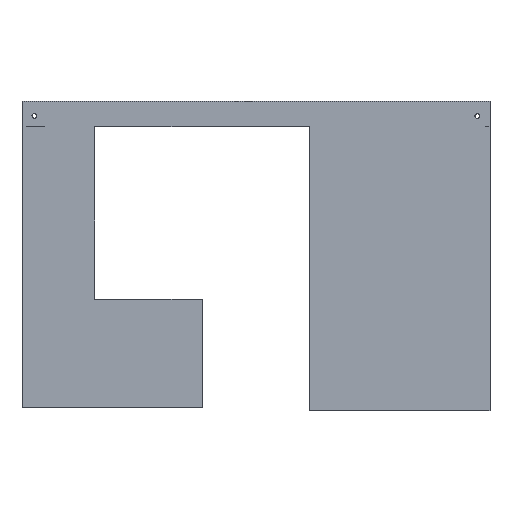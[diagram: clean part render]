
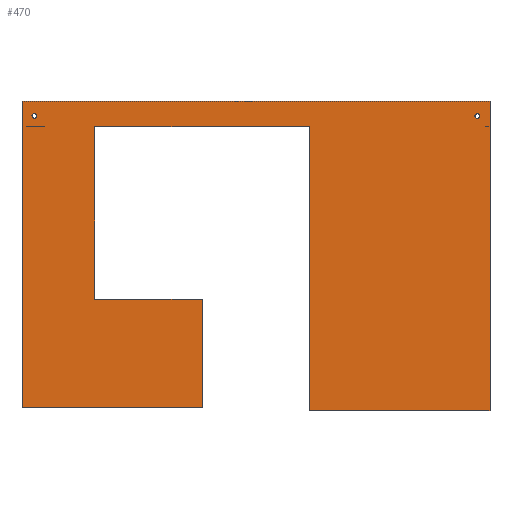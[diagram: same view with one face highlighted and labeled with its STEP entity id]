
A CAD part, top view. The second image highlights one B-rep face of the part: STEP entity #470.
In plain terms, the highlighted planar face has unit normal (0, 0, 1).
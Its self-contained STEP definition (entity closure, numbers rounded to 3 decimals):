
#17=FACE_BOUND('',#53,.T.);
#18=FACE_BOUND('',#54,.T.);
#19=FACE_BOUND('',#55,.T.);
#23=CIRCLE('',#509,1.);
#24=CIRCLE('',#510,1.);
#28=FACE_OUTER_BOUND('',#52,.T.);
#52=EDGE_LOOP('',(#319,#320,#321,#322,#323,#324,#325,#326,#327,#328,#329,
#330,#331,#332,#333,#334));
#53=EDGE_LOOP('',(#335));
#54=EDGE_LOOP('',(#336,#337,#338,#339));
#55=EDGE_LOOP('',(#340));
#83=LINE('',#663,#145);
#85=LINE('',#667,#147);
#86=LINE('',#669,#148);
#87=LINE('',#671,#149);
#88=LINE('',#673,#150);
#89=LINE('',#675,#151);
#90=LINE('',#677,#152);
#91=LINE('',#679,#153);
#92=LINE('',#681,#154);
#93=LINE('',#683,#155);
#94=LINE('',#685,#156);
#95=LINE('',#687,#157);
#96=LINE('',#689,#158);
#97=LINE('',#691,#159);
#98=LINE('',#693,#160);
#99=LINE('',#694,#161);
#100=LINE('',#699,#162);
#101=LINE('',#701,#163);
#102=LINE('',#703,#164);
#103=LINE('',#704,#165);
#145=VECTOR('',#541,10.);
#147=VECTOR('',#545,10.);
#148=VECTOR('',#546,10.);
#149=VECTOR('',#547,10.);
#150=VECTOR('',#548,10.);
#151=VECTOR('',#549,10.);
#152=VECTOR('',#550,10.);
#153=VECTOR('',#551,10.);
#154=VECTOR('',#552,10.);
#155=VECTOR('',#553,10.);
#156=VECTOR('',#554,10.);
#157=VECTOR('',#555,10.);
#158=VECTOR('',#556,10.);
#159=VECTOR('',#557,10.);
#160=VECTOR('',#558,10.);
#161=VECTOR('',#559,10.);
#162=VECTOR('',#562,10.);
#163=VECTOR('',#563,10.);
#164=VECTOR('',#564,10.);
#165=VECTOR('',#565,10.);
#207=VERTEX_POINT('',#660);
#208=VERTEX_POINT('',#662);
#209=VERTEX_POINT('',#666);
#210=VERTEX_POINT('',#668);
#211=VERTEX_POINT('',#670);
#212=VERTEX_POINT('',#672);
#213=VERTEX_POINT('',#674);
#214=VERTEX_POINT('',#676);
#215=VERTEX_POINT('',#678);
#216=VERTEX_POINT('',#680);
#217=VERTEX_POINT('',#682);
#218=VERTEX_POINT('',#684);
#219=VERTEX_POINT('',#686);
#220=VERTEX_POINT('',#688);
#221=VERTEX_POINT('',#690);
#222=VERTEX_POINT('',#692);
#223=VERTEX_POINT('',#695);
#224=VERTEX_POINT('',#697);
#225=VERTEX_POINT('',#698);
#226=VERTEX_POINT('',#700);
#227=VERTEX_POINT('',#702);
#228=VERTEX_POINT('',#705);
#251=EDGE_CURVE('',#208,#207,#83,.T.);
#253=EDGE_CURVE('',#207,#209,#85,.T.);
#254=EDGE_CURVE('',#209,#210,#86,.T.);
#255=EDGE_CURVE('',#210,#211,#87,.T.);
#256=EDGE_CURVE('',#212,#211,#88,.T.);
#257=EDGE_CURVE('',#212,#213,#89,.T.);
#258=EDGE_CURVE('',#213,#214,#90,.T.);
#259=EDGE_CURVE('',#214,#215,#91,.T.);
#260=EDGE_CURVE('',#215,#216,#92,.T.);
#261=EDGE_CURVE('',#216,#217,#93,.T.);
#262=EDGE_CURVE('',#217,#218,#94,.T.);
#263=EDGE_CURVE('',#218,#219,#95,.T.);
#264=EDGE_CURVE('',#219,#220,#96,.T.);
#265=EDGE_CURVE('',#220,#221,#97,.T.);
#266=EDGE_CURVE('',#221,#222,#98,.T.);
#267=EDGE_CURVE('',#222,#208,#99,.T.);
#268=EDGE_CURVE('',#223,#223,#23,.T.);
#269=EDGE_CURVE('',#224,#225,#100,.T.);
#270=EDGE_CURVE('',#225,#226,#101,.T.);
#271=EDGE_CURVE('',#226,#227,#102,.T.);
#272=EDGE_CURVE('',#227,#224,#103,.T.);
#273=EDGE_CURVE('',#228,#228,#24,.T.);
#319=ORIENTED_EDGE('',*,*,#251,.T.);
#320=ORIENTED_EDGE('',*,*,#253,.T.);
#321=ORIENTED_EDGE('',*,*,#254,.T.);
#322=ORIENTED_EDGE('',*,*,#255,.T.);
#323=ORIENTED_EDGE('',*,*,#256,.F.);
#324=ORIENTED_EDGE('',*,*,#257,.T.);
#325=ORIENTED_EDGE('',*,*,#258,.T.);
#326=ORIENTED_EDGE('',*,*,#259,.T.);
#327=ORIENTED_EDGE('',*,*,#260,.T.);
#328=ORIENTED_EDGE('',*,*,#261,.T.);
#329=ORIENTED_EDGE('',*,*,#262,.T.);
#330=ORIENTED_EDGE('',*,*,#263,.T.);
#331=ORIENTED_EDGE('',*,*,#264,.T.);
#332=ORIENTED_EDGE('',*,*,#265,.T.);
#333=ORIENTED_EDGE('',*,*,#266,.T.);
#334=ORIENTED_EDGE('',*,*,#267,.T.);
#335=ORIENTED_EDGE('',*,*,#268,.T.);
#336=ORIENTED_EDGE('',*,*,#269,.T.);
#337=ORIENTED_EDGE('',*,*,#270,.T.);
#338=ORIENTED_EDGE('',*,*,#271,.T.);
#339=ORIENTED_EDGE('',*,*,#272,.T.);
#340=ORIENTED_EDGE('',*,*,#273,.T.);
#448=PLANE('',#508);
#470=ADVANCED_FACE('',(#28,#17,#18,#19),#448,.T.);
#508=AXIS2_PLACEMENT_3D('',#665,#543,#544);
#509=AXIS2_PLACEMENT_3D('',#696,#560,#561);
#510=AXIS2_PLACEMENT_3D('',#706,#566,#567);
#541=DIRECTION('',(-1.,0.,0.));
#543=DIRECTION('center_axis',(0.,0.,1.));
#544=DIRECTION('ref_axis',(-1.,0.,0.));
#545=DIRECTION('',(0.,1.,0.));
#546=DIRECTION('',(1.,0.,0.));
#547=DIRECTION('',(0.,-1.,0.));
#548=DIRECTION('',(-1.,0.,0.));
#549=DIRECTION('',(0.,-1.,0.));
#550=DIRECTION('',(1.,0.,0.));
#551=DIRECTION('',(0.,1.,0.));
#552=DIRECTION('',(-1.,0.,0.));
#553=DIRECTION('',(0.,1.,0.));
#554=DIRECTION('',(1.,0.,0.));
#555=DIRECTION('',(0.,1.,0.));
#556=DIRECTION('',(-1.,0.,0.));
#557=DIRECTION('',(0.,-1.,0.));
#558=DIRECTION('',(1.,0.,0.));
#559=DIRECTION('',(0.,1.,0.));
#560=DIRECTION('center_axis',(0.,0.,-1.));
#561=DIRECTION('ref_axis',(-1.,0.,0.));
#562=DIRECTION('',(0.,-1.,0.));
#563=DIRECTION('',(-1.,0.,0.));
#564=DIRECTION('',(0.,1.,0.));
#565=DIRECTION('',(1.,0.,0.));
#566=DIRECTION('center_axis',(0.,0.,-1.));
#567=DIRECTION('ref_axis',(-1.,0.,0.));
#660=CARTESIAN_POINT('',(57.39,-106.744,59.));
#662=CARTESIAN_POINT('',(103.391,-106.744,59.));
#663=CARTESIAN_POINT('',(114.891,-106.744,59.));
#665=CARTESIAN_POINT('Origin',(126.391,-88.196,59.));
#666=CARTESIAN_POINT('',(57.39,-32.868,59.));
#667=CARTESIAN_POINT('',(57.39,-90.47,59.));
#668=CARTESIAN_POINT('',(103.391,-32.868,59.));
#669=CARTESIAN_POINT('',(26.391,-32.868,59.));
#670=CARTESIAN_POINT('',(103.391,-32.868,59.));
#671=CARTESIAN_POINT('',(103.391,-25.05,59.));
#672=CARTESIAN_POINT('',(149.391,-32.868,59.));
#673=CARTESIAN_POINT('',(149.391,-32.868,59.));
#674=CARTESIAN_POINT('',(149.391,-154.343,59.));
#675=CARTESIAN_POINT('',(149.391,-25.05,59.));
#676=CARTESIAN_POINT('',(226.391,-154.343,59.));
#677=CARTESIAN_POINT('',(149.391,-154.343,59.));
#678=CARTESIAN_POINT('',(226.391,-32.868,59.));
#679=CARTESIAN_POINT('',(226.391,-154.343,59.));
#680=CARTESIAN_POINT('',(224.391,-32.868,59.));
#681=CARTESIAN_POINT('',(216.573,-32.868,59.));
#682=CARTESIAN_POINT('',(224.391,-32.868,59.));
#683=CARTESIAN_POINT('',(224.391,-32.868,59.));
#684=CARTESIAN_POINT('',(226.391,-32.868,59.));
#685=CARTESIAN_POINT('',(224.391,-32.868,59.));
#686=CARTESIAN_POINT('',(226.391,-22.05,59.));
#687=CARTESIAN_POINT('',(226.391,-22.05,59.));
#688=CARTESIAN_POINT('',(26.391,-22.05,59.));
#689=CARTESIAN_POINT('',(26.391,-22.05,59.));
#690=CARTESIAN_POINT('',(26.391,-152.934,59.));
#691=CARTESIAN_POINT('',(26.391,-152.934,59.));
#692=CARTESIAN_POINT('',(103.391,-152.934,59.));
#693=CARTESIAN_POINT('',(103.391,-152.934,59.));
#694=CARTESIAN_POINT('',(103.391,-22.05,59.));
#695=CARTESIAN_POINT('',(32.663,-28.288,59.));
#696=CARTESIAN_POINT('Origin',(31.663,-28.288,59.));
#697=CARTESIAN_POINT('',(36.209,-32.868,59.));
#698=CARTESIAN_POINT('',(36.209,-32.868,59.));
#699=CARTESIAN_POINT('',(36.209,-32.868,59.));
#700=CARTESIAN_POINT('',(28.391,-32.868,59.));
#701=CARTESIAN_POINT('',(28.391,-32.868,59.));
#702=CARTESIAN_POINT('',(28.391,-32.868,59.));
#703=CARTESIAN_POINT('',(28.391,-32.868,59.));
#704=CARTESIAN_POINT('',(26.391,-32.868,59.));
#705=CARTESIAN_POINT('',(221.947,-28.43,59.));
#706=CARTESIAN_POINT('Origin',(220.947,-28.43,59.));
